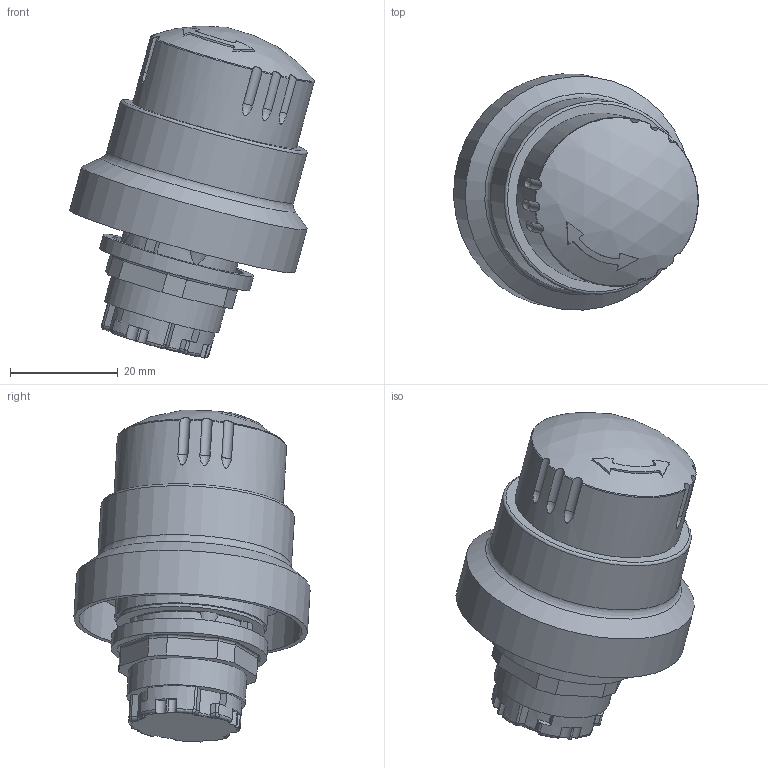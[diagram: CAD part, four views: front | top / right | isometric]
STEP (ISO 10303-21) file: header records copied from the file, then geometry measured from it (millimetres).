
FILE_DESCRIPTION(/* description */ (''),/* implementation_level */ '2;1');
FILE_NAME(/* name */ 'QRBUV43.stp',/* time_stamp */ '2017-08-21T14:16:55+02:00',/* author */ ('mharscher'),/* organization */ (''),/* preprocessor_version */ 'ST-DEVELOPER v16.1',/* originating_system */ 'Autodesk Inventor 2016',/* authorisation */ '');
FILE_SCHEMA (('AUTOMOTIVE_DESIGN { 1 0 10303 214 3 1 1 }'));
Length unit declared in the file: centimetre
Products named in the file (1): QRBUV43
Bounding box: 45.44 x 43.84 x 61.62 mm (x, y, z)
Volume: 42275.3 mm3; surface area: 11706.9 mm2
Topology: 1 solids, 5 shells, 223 faces, 565 edges, 362 vertices
Faces by surface type: cylinder 87, plane 74, torus 33, bspline 17, cone 10, sphere 2
Full cylindrical faces by diameter (mm): 22 x2, 22.6 x1, 25.35 x1, 27.65 x1, 28.3 x1, 29 x1, 31.5 x1, 35 x1, 36 x1, 41.5 x1, 43.5 x1
Entity records: 7771 total; most frequent: CARTESIAN_POINT 2577, ORIENTED_EDGE 1086, DIRECTION 1068, EDGE_CURVE 539, AXIS2_PLACEMENT_3D 436, VERTEX_POINT 357, EDGE_LOOP 258, FACE_OUTER_BOUND 223
